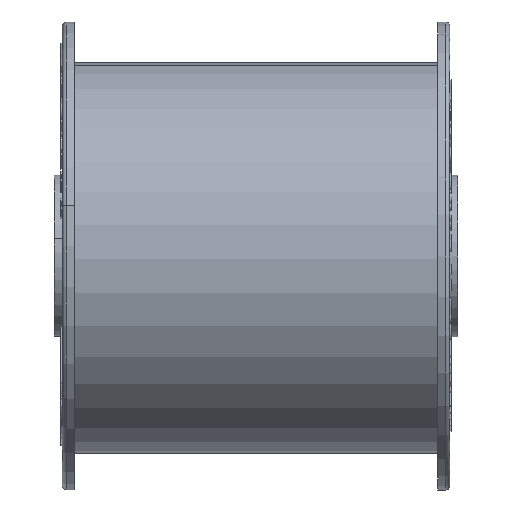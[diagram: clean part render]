
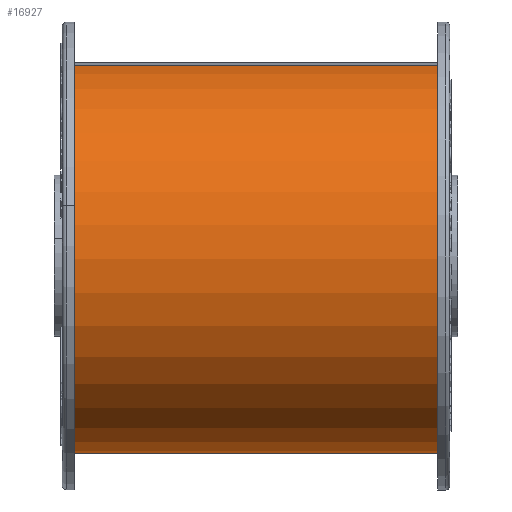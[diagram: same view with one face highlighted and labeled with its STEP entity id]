
A CAD part, left-side view. The second image highlights one B-rep face of the part: STEP entity #16927.
In plain terms, the highlighted cylindrical face has radius 24.249 mm (diameter 48.498 mm), a partial arc.
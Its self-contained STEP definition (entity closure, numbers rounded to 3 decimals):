
#70 = LINE ( 'NONE', #17983, #6710 ) ;
#196 = CARTESIAN_POINT ( 'NONE',  ( 23.999, 45., 0. ) ) ;
#550 = AXIS2_PLACEMENT_3D ( 'NONE', #7093, #10970, #21472 ) ;
#574 = LINE ( 'NONE', #2466, #5567 ) ;
#1792 = VERTEX_POINT ( 'NONE', #12167 ) ;
#2348 = DIRECTION ( 'NONE',  ( 0., -1., 0. ) ) ;
#2466 = CARTESIAN_POINT ( 'NONE',  ( 23.999, 45., 0. ) ) ;
#5435 = FACE_OUTER_BOUND ( 'NONE', #12414, .T. ) ;
#5567 = VECTOR ( 'NONE', #2348, 1000. ) ;
#5829 = EDGE_CURVE ( 'NONE', #1792, #10508, #16395, .T. ) ;
#6154 = VERTEX_POINT ( 'NONE', #196 ) ;
#6248 = AXIS2_PLACEMENT_3D ( 'NONE', #15096, #20160, #13207 ) ;
#6710 = VECTOR ( 'NONE', #16229, 1000. ) ;
#7093 = CARTESIAN_POINT ( 'NONE',  ( -0.25, 45., 0. ) ) ;
#9947 = VERTEX_POINT ( 'NONE', #20512 ) ;
#10508 = VERTEX_POINT ( 'NONE', #19273 ) ;
#10970 = DIRECTION ( 'NONE',  ( 0., -1., 0. ) ) ;
#11813 = ORIENTED_EDGE ( 'NONE', *, *, #23102, .T. ) ;
#12167 = CARTESIAN_POINT ( 'NONE',  ( 23.999, 0., 0. ) ) ;
#12206 = CIRCLE ( 'NONE', #550, 24.249 ) ;
#12414 = EDGE_LOOP ( 'NONE', ( #14176, #21402, #11813, #22623 ) ) ;
#12495 = CYLINDRICAL_SURFACE ( 'NONE', #16920, 24.249 ) ;
#13207 = DIRECTION ( 'NONE',  ( 1., 0., 0. ) ) ;
#14176 = ORIENTED_EDGE ( 'NONE', *, *, #5829, .F. ) ;
#14268 = CARTESIAN_POINT ( 'NONE',  ( -0.25, 45., 0. ) ) ;
#14510 = DIRECTION ( 'NONE',  ( 0., 0., -1. ) ) ;
#14846 = EDGE_CURVE ( 'NONE', #6154, #1792, #574, .T. ) ;
#15053 = EDGE_CURVE ( 'NONE', #9947, #10508, #70, .T. ) ;
#15096 = CARTESIAN_POINT ( 'NONE',  ( -0.25, 0., 0. ) ) ;
#16229 = DIRECTION ( 'NONE',  ( 0., -1., 0. ) ) ;
#16395 = CIRCLE ( 'NONE', #6248, 24.249 ) ;
#16920 = AXIS2_PLACEMENT_3D ( 'NONE', #14268, #20046, #14510 ) ;
#16927 = ADVANCED_FACE ( 'NONE', ( #5435 ), #12495, .T. ) ;
#17983 = CARTESIAN_POINT ( 'NONE',  ( -24.499, 45., 0. ) ) ;
#19273 = CARTESIAN_POINT ( 'NONE',  ( -24.499, 0., 0. ) ) ;
#20046 = DIRECTION ( 'NONE',  ( 0., -1., 0. ) ) ;
#20160 = DIRECTION ( 'NONE',  ( 0., -1., 0. ) ) ;
#20512 = CARTESIAN_POINT ( 'NONE',  ( -24.499, 45., 0. ) ) ;
#21402 = ORIENTED_EDGE ( 'NONE', *, *, #14846, .F. ) ;
#21472 = DIRECTION ( 'NONE',  ( 1., 0., 0. ) ) ;
#22623 = ORIENTED_EDGE ( 'NONE', *, *, #15053, .T. ) ;
#23102 = EDGE_CURVE ( 'NONE', #6154, #9947, #12206, .T. ) ;
